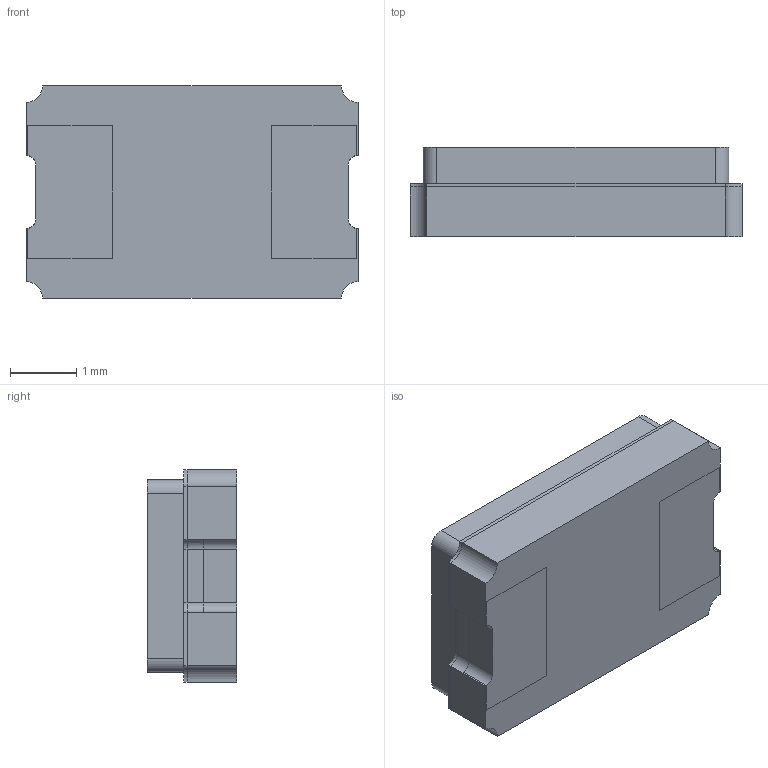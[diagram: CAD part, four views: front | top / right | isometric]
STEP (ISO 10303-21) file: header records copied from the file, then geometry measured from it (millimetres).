
FILE_DESCRIPTION (( 'STEP AP214' ), '1' );
FILE_NAME ('5032_4P.STEP', '2024-01-10T22:53:29', ( '' ), ( '' ), 'SwSTEP 2.0', 'SolidWorks 2021', '' );
FILE_SCHEMA (( 'AUTOMOTIVE_DESIGN' ));
Length unit declared in the file: millimetre
Products named in the file (1): 5032_4P
Bounding box: 5 x 1.35 x 3.2 mm (x, y, z)
Volume: 19.7 mm3; surface area: 130.3 mm2
Topology: 5 solids, 5 shells, 78 faces, 204 edges, 136 vertices
Faces by surface type: plane 54, cylinder 24
Entity records: 2470 total; most frequent: CARTESIAN_POINT 419, DIRECTION 414, ORIENTED_EDGE 408, EDGE_CURVE 204, LINE 152, VECTOR 152, VERTEX_POINT 136, AXIS2_PLACEMENT_3D 131
